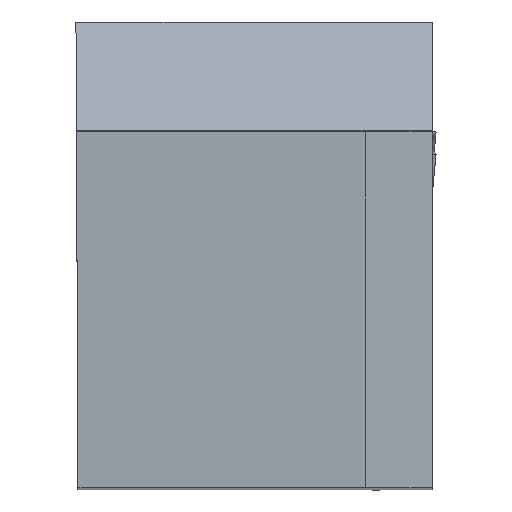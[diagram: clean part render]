
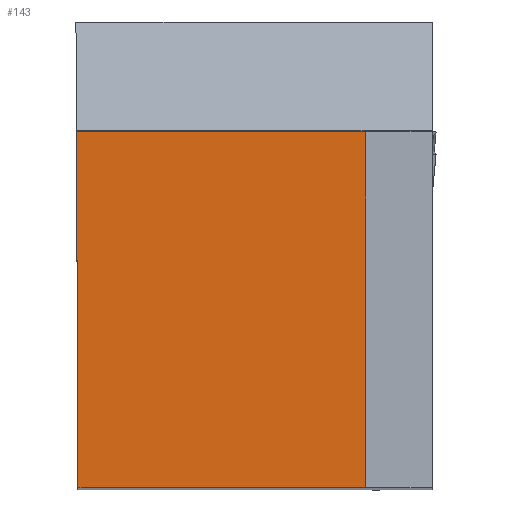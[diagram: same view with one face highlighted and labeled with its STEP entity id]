
A CAD part, top view. The second image highlights one B-rep face of the part: STEP entity #143.
In plain terms, the highlighted planar face has unit normal (0, 0, 1).
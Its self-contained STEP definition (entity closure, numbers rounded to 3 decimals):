
#143=ADVANCED_FACE('BLANK_BOXF006',(#252),#204,.T.);
#204=PLANE('',#1386);
#252=FACE_OUTER_BOUND('',#315,.T.);
#315=EDGE_LOOP('',(#486,#487,#488,#489));
#486=ORIENTED_EDGE('',*,*,#926,.T.);
#487=ORIENTED_EDGE('',*,*,#903,.T.);
#488=ORIENTED_EDGE('',*,*,#917,.F.);
#489=ORIENTED_EDGE('',*,*,#927,.F.);
#783=VERTEX_POINT('',#1852);
#784=VERTEX_POINT('',#1854);
#792=VERTEX_POINT('',#1880);
#795=VERTEX_POINT('',#1913);
#903=EDGE_CURVE('',#784,#783,#1070,.T.);
#917=EDGE_CURVE('',#792,#783,#1083,.T.);
#926=EDGE_CURVE('',#795,#784,#1089,.T.);
#927=EDGE_CURVE('',#795,#792,#1090,.T.);
#1070=LINE('',#1853,#1201);
#1083=LINE('',#1879,#1214);
#1089=LINE('',#1912,#1220);
#1090=LINE('',#1914,#1221);
#1201=VECTOR('',#1505,1.);
#1214=VECTOR('',#1528,1.);
#1220=VECTOR('',#1544,1.);
#1221=VECTOR('',#1545,1.);
#1386=AXIS2_PLACEMENT_3D('',#1915,#1546,#1547);
#1505=DIRECTION('',(0.004,-1.,0.));
#1528=DIRECTION('',(-1.,0.,0.));
#1544=DIRECTION('',(-1.,0.,0.));
#1545=DIRECTION('',(0.,-1.,0.));
#1546=DIRECTION('',(0.,0.,1.));
#1547=DIRECTION('',(1.,0.,0.));
#1852=CARTESIAN_POINT('',(0.069,0.,0.));
#1853=CARTESIAN_POINT('',(-0.027,22.021,0.));
#1854=CARTESIAN_POINT('',(0.,15.925,0.));
#1879=CARTESIAN_POINT('',(-22.,0.,0.));
#1880=CARTESIAN_POINT('',(12.951,0.,0.));
#1912=CARTESIAN_POINT('',(-22.,15.925,0.));
#1913=CARTESIAN_POINT('',(12.951,15.925,0.));
#1914=CARTESIAN_POINT('',(12.951,0.,0.));
#1915=CARTESIAN_POINT('',(-22.,21.925,0.));
